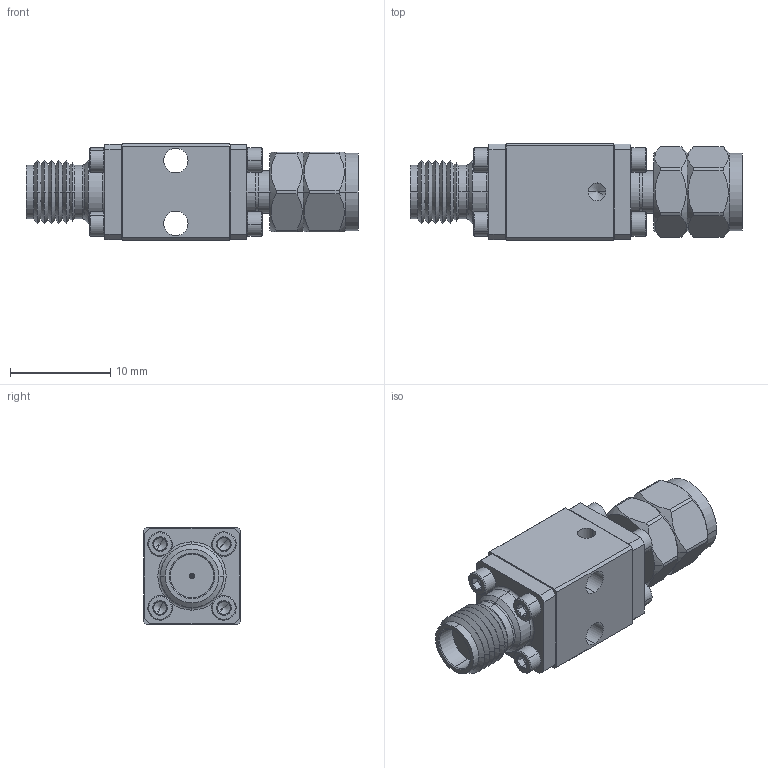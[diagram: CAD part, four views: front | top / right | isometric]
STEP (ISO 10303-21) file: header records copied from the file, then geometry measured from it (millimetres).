
FILE_DESCRIPTION (( 'STEP AP203' ), '1' );
FILE_NAME ('310-30X M-F ATTENUATOR ASM (SMA).STEP', '2024-03-13T17:43:40', ( '' ), ( '' ), 'SwSTEP 2.0', 'SolidWorks 2018', '' );
FILE_SCHEMA (( 'CONFIG_CONTROL_DESIGN' ));
Length unit declared in the file: inch
Products named in the file (12): SMA (SOUTHWEST); SCHCS #0-80X.125 (MMC 92210A010); PRF18-P-C-EP-047D-SS_PIN; 310-301 ATTENUATOR BODY_Defeatured; SMA_PLUG; 310-302 ATTENUATOR COVER; PIN_.150 Cut; SMA_ASM; SLEEVE^SMA_ASM; SHCS #0-80x.125 (MMC 93465A050); 310-30X M-F ATTENUATOR ASM (SMA); SMA_PLUG_ASM
Assembly tree (19 placements, depth 3):
  310-30X M-F ATTENUATOR ASM (SMA)
    310-301 ATTENUATOR BODY_Defeatured
    310-302 ATTENUATOR COVER
    SCHCS #0-80X.125 (MMC 92210A010)  x2
    SHCS #0-80x.125 (MMC 93465A050)  x8
    SMA_PLUG_ASM
      SMA_PLUG
      PRF18-P-C-EP-047D-SS_PIN
    SMA_ASM
      SMA (SOUTHWEST)
      PIN_.150 Cut
      SLEEVE^SMA_ASM
Bounding box: 33.05 x 9.65 x 9.65 mm (x, y, z)
Volume: 1793.1 mm3; surface area: 2709.9 mm2
Topology: 17 solids, 17 shells, 641 faces, 1378 edges, 789 vertices
Faces by surface type: plane 237, cone 212, cylinder 166, torus 26
Entity records: 12012 total; most frequent: CARTESIAN_POINT 2069, DIRECTION 1930, ORIENTED_EDGE 1624, EDGE_CURVE 812, AXIS2_PLACEMENT_3D 769, VERTEX_POINT 504, EDGE_LOOP 428, VECTOR 392
